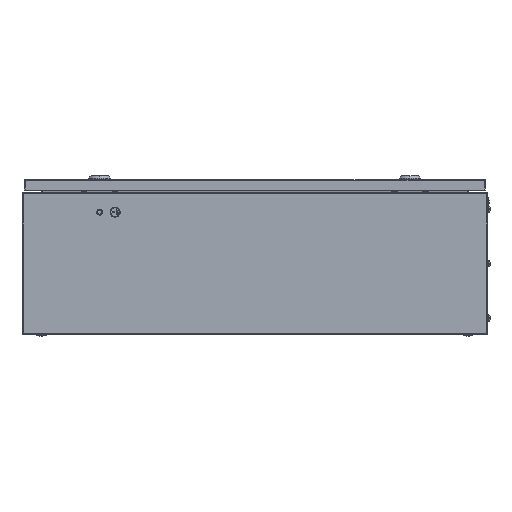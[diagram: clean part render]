
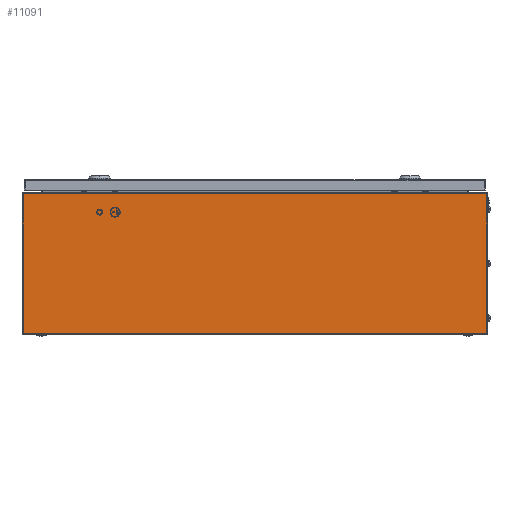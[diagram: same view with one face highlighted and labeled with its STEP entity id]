
A CAD part, left-side view. The second image highlights one B-rep face of the part: STEP entity #11091.
In plain terms, the highlighted planar face has unit normal (-1, 0, 0).
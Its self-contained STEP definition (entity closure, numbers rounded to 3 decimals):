
#8061 = LINE ( 'NONE', #18567, #43008 ) ;
#10157 = CARTESIAN_POINT ( 'NONE',  ( 0., 0., 183. ) ) ;
#11091 = ADVANCED_FACE ( 'NONE', ( #11178 ), #29219, .F. ) ;
#11178 = FACE_OUTER_BOUND ( 'NONE', #60845, .T. ) ;
#13718 = DIRECTION ( 'NONE',  ( 0., 0., -1. ) ) ;
#14541 = VERTEX_POINT ( 'NONE', #63458 ) ;
#18567 = CARTESIAN_POINT ( 'NONE',  ( 0., 0., 0. ) ) ;
#22264 = LINE ( 'NONE', #10157, #29430 ) ;
#23112 = ORIENTED_EDGE ( 'NONE', *, *, #26747, .T. ) ;
#25737 = EDGE_CURVE ( 'NONE', #67387, #30389, #67390, .T. ) ;
#26747 = EDGE_CURVE ( 'NONE', #14541, #28874, #38414, .T. ) ;
#26825 = EDGE_CURVE ( 'NONE', #14541, #67387, #22264, .T. ) ;
#28874 = VERTEX_POINT ( 'NONE', #61211 ) ;
#29219 = PLANE ( 'NONE',  #65158 ) ;
#29430 = VECTOR ( 'NONE', #45842, 1000. ) ;
#30389 = VERTEX_POINT ( 'NONE', #34621 ) ;
#34621 = CARTESIAN_POINT ( 'NONE',  ( 0., 0., 0. ) ) ;
#38414 = LINE ( 'NONE', #62270, #48195 ) ;
#43008 = VECTOR ( 'NONE', #67539, 1000. ) ;
#45842 = DIRECTION ( 'NONE',  ( 0., -1., 0. ) ) ;
#46907 = ORIENTED_EDGE ( 'NONE', *, *, #25737, .F. ) ;
#47255 = DIRECTION ( 'NONE',  ( 0., 0., -1. ) ) ;
#48195 = VECTOR ( 'NONE', #52072, 1000. ) ;
#52072 = DIRECTION ( 'NONE',  ( 0., 0., -1. ) ) ;
#53119 = CARTESIAN_POINT ( 'NONE',  ( 0., 0., 183. ) ) ;
#55114 = ORIENTED_EDGE ( 'NONE', *, *, #26825, .F. ) ;
#55674 = CARTESIAN_POINT ( 'NONE',  ( 0., 0., 183. ) ) ;
#59745 = DIRECTION ( 'NONE',  ( 1., 0., 0. ) ) ;
#60845 = EDGE_LOOP ( 'NONE', ( #73741, #46907, #55114, #23112 ) ) ;
#61211 = CARTESIAN_POINT ( 'NONE',  ( 0., 600., 0. ) ) ;
#61338 = CARTESIAN_POINT ( 'NONE',  ( 0., 0., 183. ) ) ;
#62270 = CARTESIAN_POINT ( 'NONE',  ( 0., 600., 183. ) ) ;
#63458 = CARTESIAN_POINT ( 'NONE',  ( 0., 600., 183. ) ) ;
#65158 = AXIS2_PLACEMENT_3D ( 'NONE', #53119, #59745, #47255 ) ;
#67387 = VERTEX_POINT ( 'NONE', #61338 ) ;
#67390 = LINE ( 'NONE', #55674, #67955 ) ;
#67539 = DIRECTION ( 'NONE',  ( 0., -1., 0. ) ) ;
#67955 = VECTOR ( 'NONE', #13718, 1000. ) ;
#73741 = ORIENTED_EDGE ( 'NONE', *, *, #75746, .T. ) ;
#75746 = EDGE_CURVE ( 'NONE', #28874, #30389, #8061, .T. ) ;
